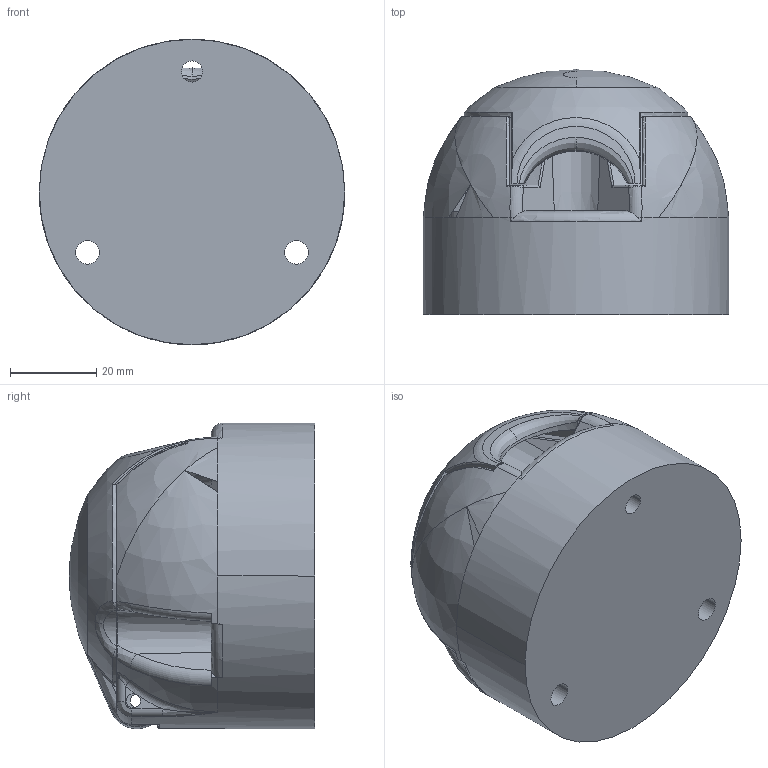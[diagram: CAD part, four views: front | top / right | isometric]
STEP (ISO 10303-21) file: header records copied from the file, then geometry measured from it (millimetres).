
FILE_DESCRIPTION((''),'2;1');
FILE_NAME('101174_STEP','2018-09-24T',('rdri'),(''),'PRO/ENGINEER BY PARAMETRIC TECHNOLOGY CORPORATION, 2016100','PRO/ENGINEER BY PARAMETRIC TECHNOLOGY CORPORATION, 2016100','');
FILE_SCHEMA(('CONFIG_CONTROL_DESIGN'));
Length unit declared in the file: millimetre
Products named in the file (1): 101174_STEP
Bounding box: 71 x 56.98 x 71 mm (x, y, z)
Volume: 161865.7 mm3; surface area: 27826.6 mm2
Topology: 1 solids, 2 shells, 1059 faces, 2964 edges, 1941 vertices
Faces by surface type: plane 801, cylinder 92, sphere 62, bspline 52, torus 45, cone 7
Entity records: 38435 total; most frequent: CARTESIAN_POINT 10153, DIRECTION 6459, ORIENTED_EDGE 5908, EDGE_CURVE 2954, AXIS2_PLACEMENT_3D 2753, VERTEX_POINT 1941, CIRCLE 1746, EDGE_LOOP 1123
